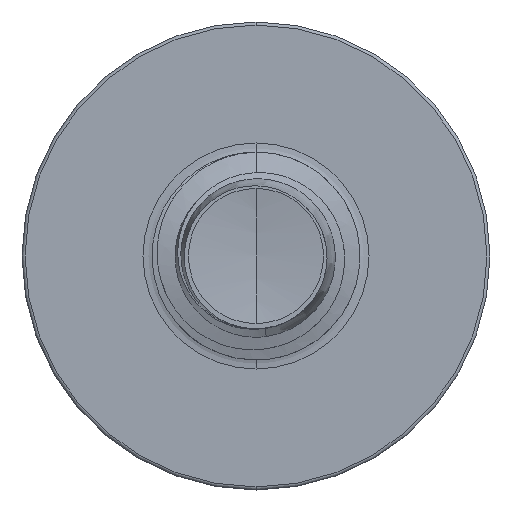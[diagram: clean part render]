
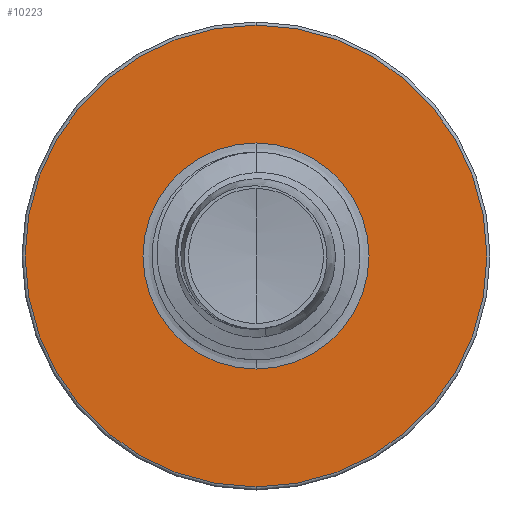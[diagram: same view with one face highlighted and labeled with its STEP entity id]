
A CAD part, front view. The second image highlights one B-rep face of the part: STEP entity #10223.
In plain terms, the highlighted planar face has unit normal (0, -1, 0).
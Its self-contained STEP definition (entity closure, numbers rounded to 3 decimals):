
#82 = DIRECTION ( 'NONE',  ( 0., 0., 1. ) ) ;
#498 = AXIS2_PLACEMENT_3D ( 'NONE', #13450, #7115, #735 ) ;
#511 = AXIS2_PLACEMENT_3D ( 'NONE', #11907, #5566, #12972 ) ;
#735 = DIRECTION ( 'NONE',  ( 0., 0., 1. ) ) ;
#936 = FACE_OUTER_BOUND ( 'NONE', #13629, .T. ) ;
#1585 = EDGE_LOOP ( 'NONE', ( #11620, #13115 ) ) ;
#1904 = ORIENTED_EDGE ( 'NONE', *, *, #8392, .F. ) ;
#2333 = CARTESIAN_POINT ( 'NONE',  ( 0., 3.5, 0. ) ) ;
#3396 = DIRECTION ( 'NONE',  ( 0., 0., 1. ) ) ;
#3445 = FACE_BOUND ( 'NONE', #1585, .T. ) ;
#3721 = ORIENTED_EDGE ( 'NONE', *, *, #3962, .F. ) ;
#3962 = EDGE_CURVE ( 'NONE', #4478, #12789, #4667, .T. ) ;
#4467 = CIRCLE ( 'NONE', #11187, 4.44 ) ;
#4478 = VERTEX_POINT ( 'NONE', #5684 ) ;
#4667 = CIRCLE ( 'NONE', #498, 4.44 ) ;
#4912 = DIRECTION ( 'NONE',  ( 0., 1., 0. ) ) ;
#5566 = DIRECTION ( 'NONE',  ( 0., 1., 0. ) ) ;
#5575 = EDGE_CURVE ( 'NONE', #11724, #7417, #13421, .T. ) ;
#5684 = CARTESIAN_POINT ( 'NONE',  ( 0., 3.5, 4.44 ) ) ;
#6132 = AXIS2_PLACEMENT_3D ( 'NONE', #2333, #9744, #3396 ) ;
#6471 = DIRECTION ( 'NONE',  ( 0., 1., 0. ) ) ;
#6602 = AXIS2_PLACEMENT_3D ( 'NONE', #13584, #6471, #82 ) ;
#7115 = DIRECTION ( 'NONE',  ( 0., 1., 0. ) ) ;
#7417 = VERTEX_POINT ( 'NONE', #11314 ) ;
#7949 = EDGE_CURVE ( 'NONE', #7417, #11724, #11428, .T. ) ;
#8392 = EDGE_CURVE ( 'NONE', #12789, #4478, #4467, .T. ) ;
#9744 = DIRECTION ( 'NONE',  ( 0., 1., 0. ) ) ;
#10223 = ADVANCED_FACE ( 'NONE', ( #936, #3445 ), #11735, .F. ) ;
#11187 = AXIS2_PLACEMENT_3D ( 'NONE', #11242, #4912, #12310 ) ;
#11242 = CARTESIAN_POINT ( 'NONE',  ( 0., 3.5, 0. ) ) ;
#11260 = CARTESIAN_POINT ( 'NONE',  ( 0., 3.5, -4.44 ) ) ;
#11314 = CARTESIAN_POINT ( 'NONE',  ( 0., 3.5, 2.174 ) ) ;
#11428 = CIRCLE ( 'NONE', #511, 2.174 ) ;
#11515 = CARTESIAN_POINT ( 'NONE',  ( 0., 3.5, -2.174 ) ) ;
#11620 = ORIENTED_EDGE ( 'NONE', *, *, #7949, .T. ) ;
#11724 = VERTEX_POINT ( 'NONE', #11515 ) ;
#11735 = PLANE ( 'NONE',  #6602 ) ;
#11907 = CARTESIAN_POINT ( 'NONE',  ( 0., 3.5, 0. ) ) ;
#12310 = DIRECTION ( 'NONE',  ( 0., 0., 1. ) ) ;
#12789 = VERTEX_POINT ( 'NONE', #11260 ) ;
#12972 = DIRECTION ( 'NONE',  ( 0., 0., 1. ) ) ;
#13115 = ORIENTED_EDGE ( 'NONE', *, *, #5575, .T. ) ;
#13421 = CIRCLE ( 'NONE', #6132, 2.174 ) ;
#13450 = CARTESIAN_POINT ( 'NONE',  ( 0., 3.5, 0. ) ) ;
#13584 = CARTESIAN_POINT ( 'NONE',  ( 0., 3.5, -2.174 ) ) ;
#13629 = EDGE_LOOP ( 'NONE', ( #3721, #1904 ) ) ;
